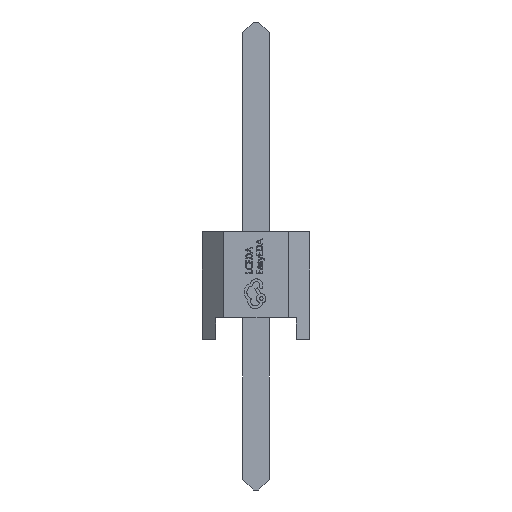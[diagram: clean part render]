
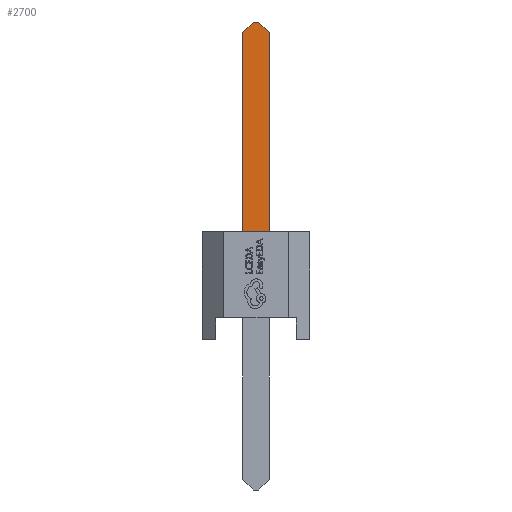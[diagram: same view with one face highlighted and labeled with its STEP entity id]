
A CAD part, left-side view. The second image highlights one B-rep face of the part: STEP entity #2700.
In plain terms, the highlighted planar face has unit normal (-1, 0, 0).
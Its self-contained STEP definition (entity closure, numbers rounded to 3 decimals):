
#250 = CARTESIAN_POINT ( 'NONE',  ( -4.25, 0.25, 5.7 ) ) ;
#1247 = VECTOR ( 'NONE', #1718, 1000. ) ;
#1473 = ORIENTED_EDGE ( 'NONE', *, *, #8292, .T. ) ;
#1705 = CARTESIAN_POINT ( 'NONE',  ( -4.25, -0.05, 5.9 ) ) ;
#1718 = DIRECTION ( 'NONE',  ( 0., 0., 1. ) ) ;
#1870 = LINE ( 'NONE', #14387, #7527 ) ;
#1871 = EDGE_CURVE ( 'NONE', #4365, #2197, #11535, .T. ) ;
#2197 = VERTEX_POINT ( 'NONE', #5672 ) ;
#2208 = ORIENTED_EDGE ( 'NONE', *, *, #10131, .T. ) ;
#2700 = ADVANCED_FACE ( 'NONE', ( #11853 ), #17558, .F. ) ;
#2948 = VECTOR ( 'NONE', #11327, 1000. ) ;
#4365 = VERTEX_POINT ( 'NONE', #9899 ) ;
#5238 = CARTESIAN_POINT ( 'NONE',  ( -4.25, 0.05, 5.9 ) ) ;
#5347 = ORIENTED_EDGE ( 'NONE', *, *, #8803, .T. ) ;
#5672 = CARTESIAN_POINT ( 'NONE',  ( -4.25, -0.25, 5.7 ) ) ;
#5701 = VERTEX_POINT ( 'NONE', #9048 ) ;
#5784 = CARTESIAN_POINT ( 'NONE',  ( -4.25, 0., 2. ) ) ;
#5920 = AXIS2_PLACEMENT_3D ( 'NONE', #15091, #18005, #8291 ) ;
#6121 = VERTEX_POINT ( 'NONE', #5238 ) ;
#6627 = ORIENTED_EDGE ( 'NONE', *, *, #15375, .T. ) ;
#7195 = CARTESIAN_POINT ( 'NONE',  ( -4.25, 0.05, 5.9 ) ) ;
#7377 = DIRECTION ( 'NONE',  ( 0., 1., 0. ) ) ;
#7463 = LINE ( 'NONE', #5784, #7501 ) ;
#7501 = VECTOR ( 'NONE', #7377, 1000. ) ;
#7527 = VECTOR ( 'NONE', #10184, 1000. ) ;
#8291 = DIRECTION ( 'NONE',  ( 0., 0., -1. ) ) ;
#8292 = EDGE_CURVE ( 'NONE', #5701, #17384, #1870, .T. ) ;
#8803 = EDGE_CURVE ( 'NONE', #10857, #6121, #16954, .T. ) ;
#8931 = ORIENTED_EDGE ( 'NONE', *, *, #17764, .F. ) ;
#9048 = CARTESIAN_POINT ( 'NONE',  ( -4.25, 0.25, 5.7 ) ) ;
#9643 = VECTOR ( 'NONE', #16820, 1000. ) ;
#9807 = LINE ( 'NONE', #10929, #9643 ) ;
#9899 = CARTESIAN_POINT ( 'NONE',  ( -4.25, -0.25, 2. ) ) ;
#10131 = EDGE_CURVE ( 'NONE', #2197, #10857, #9807, .T. ) ;
#10184 = DIRECTION ( 'NONE',  ( 0., 0., -1. ) ) ;
#10206 = VECTOR ( 'NONE', #15650, 1000. ) ;
#10857 = VERTEX_POINT ( 'NONE', #1705 ) ;
#10929 = CARTESIAN_POINT ( 'NONE',  ( -4.25, -0.25, 5.7 ) ) ;
#11327 = DIRECTION ( 'NONE',  ( 0., 0.707, -0.707 ) ) ;
#11535 = LINE ( 'NONE', #17238, #1247 ) ;
#11853 = FACE_OUTER_BOUND ( 'NONE', #13099, .T. ) ;
#13099 = EDGE_LOOP ( 'NONE', ( #8931, #17362, #2208, #5347, #6627, #1473 ) ) ;
#14387 = CARTESIAN_POINT ( 'NONE',  ( -4.25, 0.25, -2.6 ) ) ;
#15091 = CARTESIAN_POINT ( 'NONE',  ( -4.25, 0., 0. ) ) ;
#15375 = EDGE_CURVE ( 'NONE', #6121, #5701, #17400, .T. ) ;
#15650 = DIRECTION ( 'NONE',  ( 0., 1., 0. ) ) ;
#16820 = DIRECTION ( 'NONE',  ( 0., 0.707, 0.707 ) ) ;
#16954 = LINE ( 'NONE', #7195, #10206 ) ;
#17238 = CARTESIAN_POINT ( 'NONE',  ( -4.25, -0.25, -2.6 ) ) ;
#17362 = ORIENTED_EDGE ( 'NONE', *, *, #1871, .T. ) ;
#17384 = VERTEX_POINT ( 'NONE', #18114 ) ;
#17400 = LINE ( 'NONE', #250, #2948 ) ;
#17558 = PLANE ( 'NONE',  #5920 ) ;
#17764 = EDGE_CURVE ( 'NONE', #4365, #17384, #7463, .T. ) ;
#18005 = DIRECTION ( 'NONE',  ( 1., 0., 0. ) ) ;
#18114 = CARTESIAN_POINT ( 'NONE',  ( -4.25, 0.25, 2. ) ) ;
